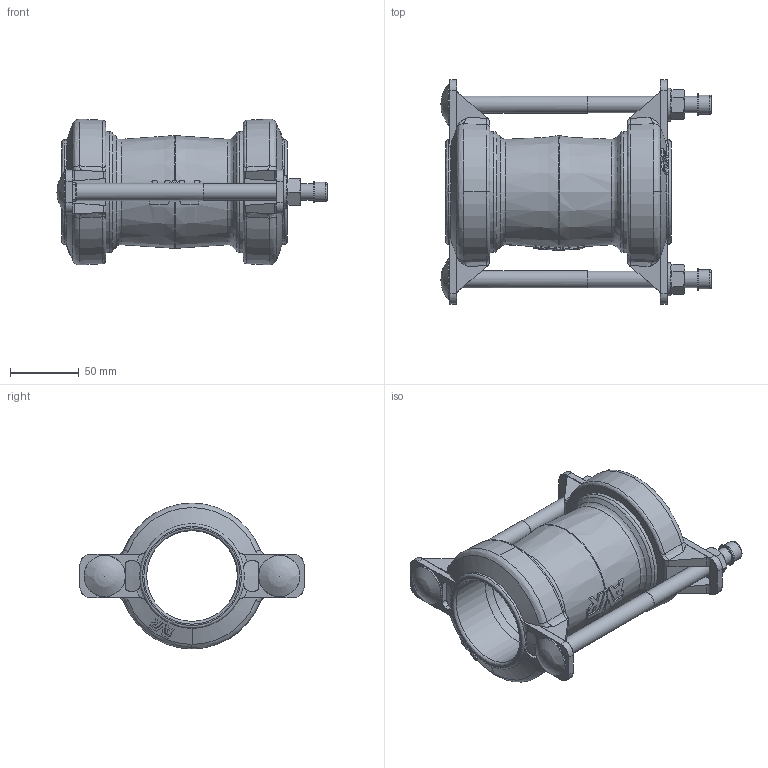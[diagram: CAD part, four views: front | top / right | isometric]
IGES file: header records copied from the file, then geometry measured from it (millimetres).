
Start section: SolidWorks IGES file using analytic representation for surfaces
Global section: file name: O_601_A_DN040_046-063mm_001XXXX_AA1_igs.igs; native system: SolidWorks 2012; preprocessor: SolidWorks 2012; author: pbm; date: 150825.133630; units: millimetre
Bounding box: 196.5 x 163 x 106.09 mm (x, y, z)
Surface area: 124276.9 mm2 (no closed solid volume)
Topology: 0 solids, 0 shells, 629 faces, 5284 edges, 5222 vertices
Faces by surface type: revolution 351, bspline 278
